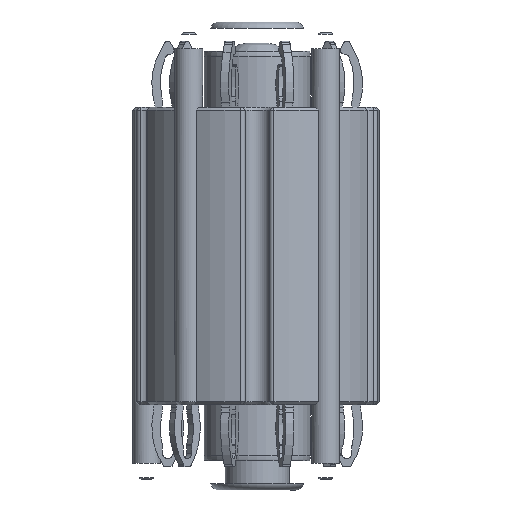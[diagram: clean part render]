
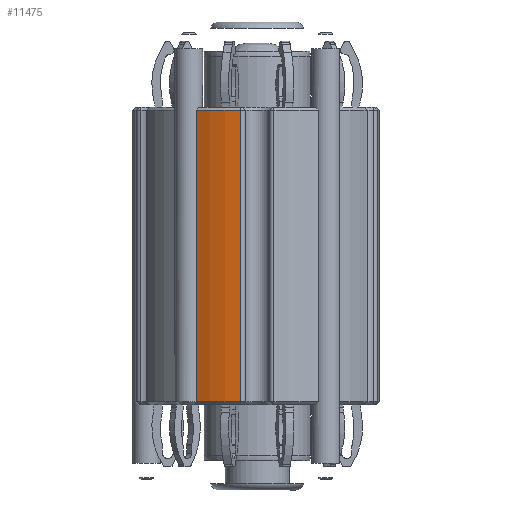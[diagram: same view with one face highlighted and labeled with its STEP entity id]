
A CAD part, left-side view. The second image highlights one B-rep face of the part: STEP entity #11475.
In plain terms, the highlighted cylindrical face has radius 5.75 mm (diameter 11.5 mm), a partial arc.
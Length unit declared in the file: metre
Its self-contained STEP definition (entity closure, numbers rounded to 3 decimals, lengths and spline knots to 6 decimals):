
#462=CYLINDRICAL_SURFACE('',#12729,0.00575);
#1053=CIRCLE('',#12625,0.00575);
#1080=CIRCLE('',#12696,0.00575);
#1752=FACE_OUTER_BOUND('',#2379,.T.);
#2379=EDGE_LOOP('',(#10114,#10115,#10116,#10117));
#3413=LINE('',#19749,#4374);
#3414=LINE('',#19753,#4375);
#4374=VECTOR('',#16136,1.);
#4375=VECTOR('',#16143,1.);
#5349=VERTEX_POINT('',#19401);
#5351=VERTEX_POINT('',#19409);
#5431=VERTEX_POINT('',#19663);
#5434=VERTEX_POINT('',#19676);
#6926=EDGE_CURVE('',#5351,#5349,#1053,.T.);
#7049=EDGE_CURVE('',#5431,#5434,#1080,.T.);
#7083=EDGE_CURVE('',#5434,#5351,#3413,.T.);
#7085=EDGE_CURVE('',#5349,#5431,#3414,.F.);
#10114=ORIENTED_EDGE('',*,*,#7083,.T.);
#10115=ORIENTED_EDGE('',*,*,#6926,.T.);
#10116=ORIENTED_EDGE('',*,*,#7085,.T.);
#10117=ORIENTED_EDGE('',*,*,#7049,.T.);
#11475=ADVANCED_FACE('',(#1752),#462,.T.);
#12625=AXIS2_PLACEMENT_3D('',#19410,#15826,#15827);
#12696=AXIS2_PLACEMENT_3D('',#19678,#16060,#16061);
#12729=AXIS2_PLACEMENT_3D('',#19752,#16141,#16142);
#15826=DIRECTION('center_axis',(0.,0.,-1.));
#15827=DIRECTION('ref_axis',(0.,1.,0.));
#16060=DIRECTION('center_axis',(0.,0.,1.));
#16061=DIRECTION('ref_axis',(1.,0.,0.));
#16136=DIRECTION('',(0.,0.,1.));
#16141=DIRECTION('center_axis',(0.,0.,
1.));
#16142=DIRECTION('ref_axis',(0.,-1.,0.));
#16143=DIRECTION('',(0.,0.,1.));
#19401=CARTESIAN_POINT('',(0.07002,-0.022125,0.00185));
#19409=CARTESIAN_POINT('',(0.069304,-0.024213,0.00185));
#19410=CARTESIAN_POINT('Origin',(0.075,-0.025,
0.00185));
#19663=CARTESIAN_POINT('',(0.07002,-0.022125,-0.01185));
#19676=CARTESIAN_POINT('',(0.069304,-0.024213,-0.01185));
#19678=CARTESIAN_POINT('Origin',(0.075,-0.025,
-0.01185));
#19749=CARTESIAN_POINT('',(0.069304,-0.024213,-0.01185));
#19752=CARTESIAN_POINT('Origin',(0.075,-0.025,
-0.01185));
#19753=CARTESIAN_POINT('',(0.07002,-0.022125,-0.007125));
